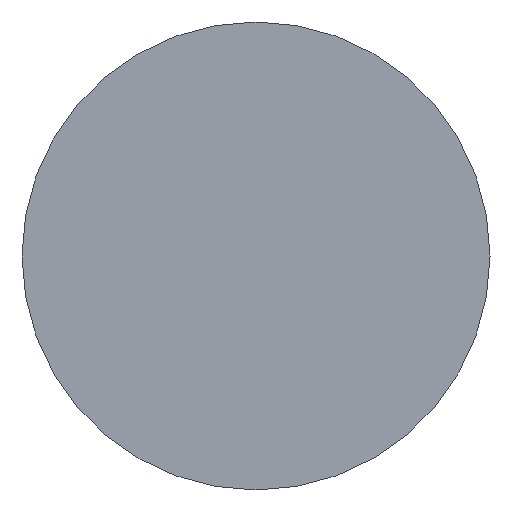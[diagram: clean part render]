
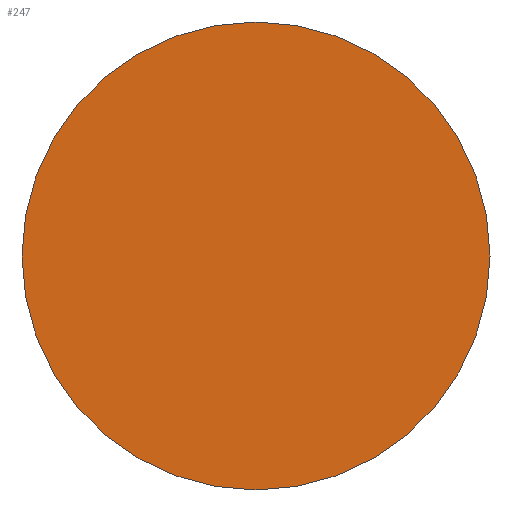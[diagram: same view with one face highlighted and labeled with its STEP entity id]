
A CAD part, front view. The second image highlights one B-rep face of the part: STEP entity #247.
In plain terms, the highlighted planar face has unit normal (0, -1, 0).
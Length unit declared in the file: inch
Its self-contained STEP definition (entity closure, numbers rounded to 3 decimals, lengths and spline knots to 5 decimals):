
#3 = CARTESIAN_POINT ( 'NONE',  ( 0., 0., 0.125 ) ) ;
#19 = CARTESIAN_POINT ( 'NONE',  ( 0., 0., 0. ) ) ;
#26 = AXIS2_PLACEMENT_3D ( 'NONE', #336, #48, #92 ) ;
#43 = FACE_OUTER_BOUND ( 'NONE', #264, .T. ) ;
#48 = DIRECTION ( 'NONE',  ( 0., -1., 0. ) ) ;
#92 = DIRECTION ( 'NONE',  ( 0., 0., -1. ) ) ;
#95 = DIRECTION ( 'NONE',  ( 0., -1., 0. ) ) ;
#97 = VERTEX_POINT ( 'NONE', #3 ) ;
#102 = EDGE_CURVE ( 'NONE', #97, #298, #331, .T. ) ;
#155 = EDGE_CURVE ( 'NONE', #298, #97, #332, .T. ) ;
#242 = ORIENTED_EDGE ( 'NONE', *, *, #102, .T. ) ;
#246 = DIRECTION ( 'NONE',  ( 0., -1., 0. ) ) ;
#247 = ADVANCED_FACE ( 'NONE', ( #43 ), #330, .T. ) ;
#249 = CARTESIAN_POINT ( 'NONE',  ( 0., 0., -0.125 ) ) ;
#253 = CARTESIAN_POINT ( 'NONE',  ( 0., 0., 0. ) ) ;
#264 = EDGE_LOOP ( 'NONE', ( #314, #242 ) ) ;
#278 = AXIS2_PLACEMENT_3D ( 'NONE', #19, #95, #309 ) ;
#298 = VERTEX_POINT ( 'NONE', #249 ) ;
#309 = DIRECTION ( 'NONE',  ( 0., 0., -1. ) ) ;
#312 = AXIS2_PLACEMENT_3D ( 'NONE', #253, #246, #390 ) ;
#314 = ORIENTED_EDGE ( 'NONE', *, *, #155, .T. ) ;
#330 = PLANE ( 'NONE',  #278 ) ;
#331 = CIRCLE ( 'NONE', #312, 0.125 ) ;
#332 = CIRCLE ( 'NONE', #26, 0.125 ) ;
#336 = CARTESIAN_POINT ( 'NONE',  ( 0., 0., 0. ) ) ;
#390 = DIRECTION ( 'NONE',  ( 0., 0., -1. ) ) ;
